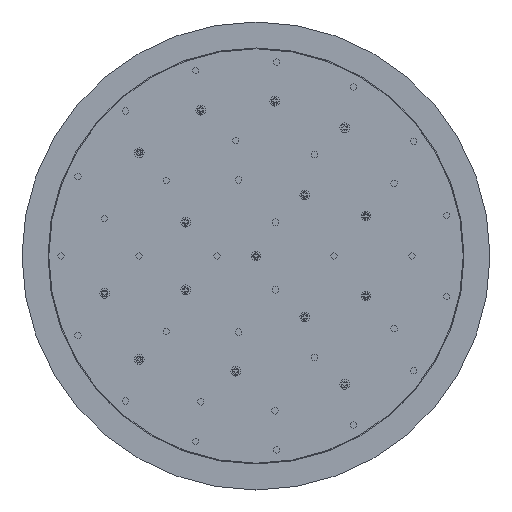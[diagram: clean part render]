
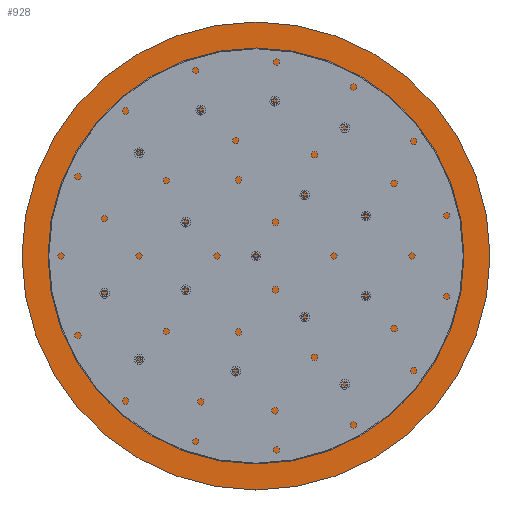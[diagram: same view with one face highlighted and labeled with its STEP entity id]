
A CAD part, top view. The second image highlights one B-rep face of the part: STEP entity #928.
In plain terms, the highlighted planar face has unit normal (0, 0, 1).
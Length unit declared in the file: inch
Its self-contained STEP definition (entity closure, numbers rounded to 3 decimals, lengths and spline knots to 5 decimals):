
#928=ADVANCED_FACE('',(#1506),#6817,.T.);
#1506=FACE_OUTER_BOUND('',#2156,.T.);
#2156=EDGE_LOOP('',(#4139,#4140));
#4139=ORIENTED_EDGE('',*,*,#5639,.F.);
#4140=ORIENTED_EDGE('',*,*,#5635,.F.);
#5635=EDGE_CURVE('',#6484,#6486,#8501,.T.);
#5639=EDGE_CURVE('',#6486,#6484,#8503,.T.);
#6484=VERTEX_POINT('',#52301);
#6486=VERTEX_POINT('',#52303);
#6817=PLANE('',#13482);
#8501=TRIMMED_CURVE($,#9961,(#52306),(#52307),.T.,.CARTESIAN.);
#8503=TRIMMED_CURVE($,#9963,(#52316),(#52317),.T.,.CARTESIAN.);
#9961=CIRCLE('',#13485,18.);
#9963=CIRCLE('',#13487,18.);
#13482=AXIS2_PLACEMENT_3D('',#52298,#16708,$);
#13485=AXIS2_PLACEMENT_3D($,#52305,#16711,#16712);
#13487=AXIS2_PLACEMENT_3D($,#52315,#16715,#16716);
#16708=DIRECTION('',(0.,0.,1.));
#16711=DIRECTION('',(0.,0.,-1.));
#16712=DIRECTION('',(1.,0.,0.));
#16715=DIRECTION('',(0.,0.,-1.));
#16716=DIRECTION('',(-1.,0.,0.));
#52298=CARTESIAN_POINT('',(-18.36,18.36,-1.5));
#52301=CARTESIAN_POINT('',(18.,0.,-1.5));
#52303=CARTESIAN_POINT('',(-18.,0.,-1.5));
#52305=CARTESIAN_POINT('',(0.,0.,-1.5));
#52306=CARTESIAN_POINT('',(18.,0.,-1.5));
#52307=CARTESIAN_POINT('',(-18.,0.,-1.5));
#52315=CARTESIAN_POINT('',(0.,0.,
-1.5));
#52316=CARTESIAN_POINT('',(-18.,0.,-1.5));
#52317=CARTESIAN_POINT('',(18.,0.,-1.5));
